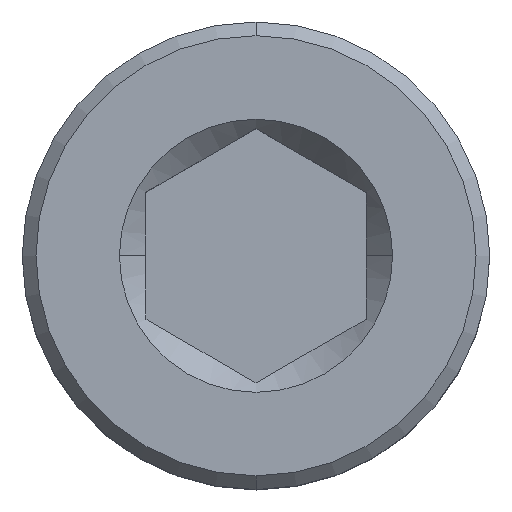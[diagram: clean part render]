
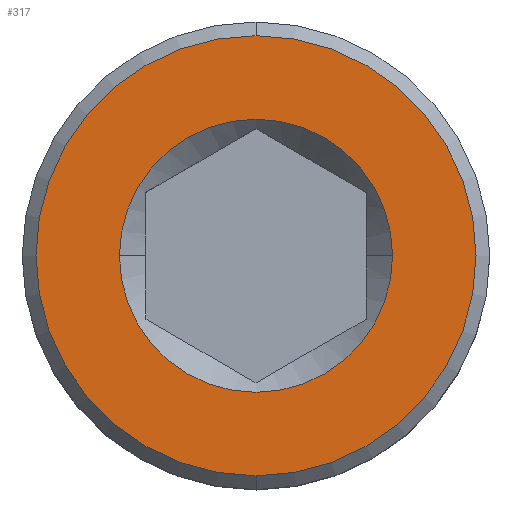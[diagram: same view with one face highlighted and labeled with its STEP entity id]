
A CAD part, top view. The second image highlights one B-rep face of the part: STEP entity #317.
In plain terms, the highlighted planar face has unit normal (0, 0, 1).
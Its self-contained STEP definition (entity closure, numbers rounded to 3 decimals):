
#17 = CIRCLE ( 'NONE', #522, 2.483 ) ;
#43 = DIRECTION ( 'NONE',  ( 0., -1., 0. ) ) ;
#55 = DIRECTION ( 'NONE',  ( 0., 1., 0. ) ) ;
#70 = ORIENTED_EDGE ( 'NONE', *, *, #719, .F. ) ;
#72 = VERTEX_POINT ( 'NONE', #464 ) ;
#79 = DIRECTION ( 'NONE',  ( 0., 1., 0. ) ) ;
#140 = VERTEX_POINT ( 'NONE', #839 ) ;
#156 = DIRECTION ( 'NONE',  ( 0., 0., -1. ) ) ;
#209 = CIRCLE ( 'NONE', #915, 2.483 ) ;
#218 = EDGE_LOOP ( 'NONE', ( #227, #70 ) ) ;
#227 = ORIENTED_EDGE ( 'NONE', *, *, #246, .F. ) ;
#246 = EDGE_CURVE ( 'NONE', #947, #140, #209, .T. ) ;
#248 = CIRCLE ( 'NONE', #323, 4. ) ;
#254 = VERTEX_POINT ( 'NONE', #938 ) ;
#255 = ORIENTED_EDGE ( 'NONE', *, *, #871, .F. ) ;
#301 = EDGE_LOOP ( 'NONE', ( #255, #305 ) ) ;
#305 = ORIENTED_EDGE ( 'NONE', *, *, #459, .F. ) ;
#317 = ADVANCED_FACE ( 'NONE', ( #471, #658 ), #495, .T. ) ;
#323 = AXIS2_PLACEMENT_3D ( 'NONE', #651, #430, #55 ) ;
#395 = DIRECTION ( 'NONE',  ( 1., 0., 0. ) ) ;
#422 = DIRECTION ( 'NONE',  ( 0., 0., 1. ) ) ;
#430 = DIRECTION ( 'NONE',  ( 0., 0., -1. ) ) ;
#459 = EDGE_CURVE ( 'NONE', #72, #254, #248, .T. ) ;
#464 = CARTESIAN_POINT ( 'NONE',  ( 0., -4., 32.5 ) ) ;
#471 = FACE_BOUND ( 'NONE', #218, .T. ) ;
#495 = PLANE ( 'NONE',  #642 ) ;
#520 = CARTESIAN_POINT ( 'NONE',  ( 2.483, 0., 32.5 ) ) ;
#522 = AXIS2_PLACEMENT_3D ( 'NONE', #545, #935, #395 ) ;
#545 = CARTESIAN_POINT ( 'NONE',  ( 0., 0., 32.5 ) ) ;
#548 = DIRECTION ( 'NONE',  ( 1., 0., 0. ) ) ;
#598 = CARTESIAN_POINT ( 'NONE',  ( 0., 0., 32.5 ) ) ;
#634 = CIRCLE ( 'NONE', #800, 4. ) ;
#642 = AXIS2_PLACEMENT_3D ( 'NONE', #799, #422, #43 ) ;
#651 = CARTESIAN_POINT ( 'NONE',  ( 0., 0., 32.5 ) ) ;
#658 = FACE_OUTER_BOUND ( 'NONE', #301, .T. ) ;
#710 = CARTESIAN_POINT ( 'NONE',  ( 0., 0., 32.5 ) ) ;
#719 = EDGE_CURVE ( 'NONE', #140, #947, #17, .T. ) ;
#799 = CARTESIAN_POINT ( 'NONE',  ( 0., 0., 32.5 ) ) ;
#800 = AXIS2_PLACEMENT_3D ( 'NONE', #598, #156, #79 ) ;
#839 = CARTESIAN_POINT ( 'NONE',  ( -2.483, 0., 32.5 ) ) ;
#871 = EDGE_CURVE ( 'NONE', #254, #72, #634, .T. ) ;
#915 = AXIS2_PLACEMENT_3D ( 'NONE', #710, #936, #548 ) ;
#935 = DIRECTION ( 'NONE',  ( 0., 0., 1. ) ) ;
#936 = DIRECTION ( 'NONE',  ( 0., 0., 1. ) ) ;
#938 = CARTESIAN_POINT ( 'NONE',  ( 0., 4., 32.5 ) ) ;
#947 = VERTEX_POINT ( 'NONE', #520 ) ;
